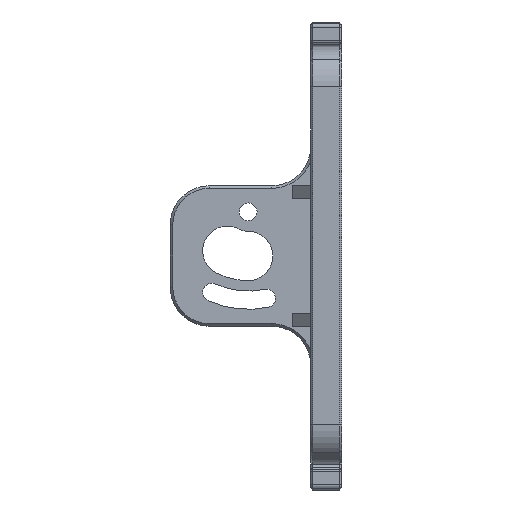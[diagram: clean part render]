
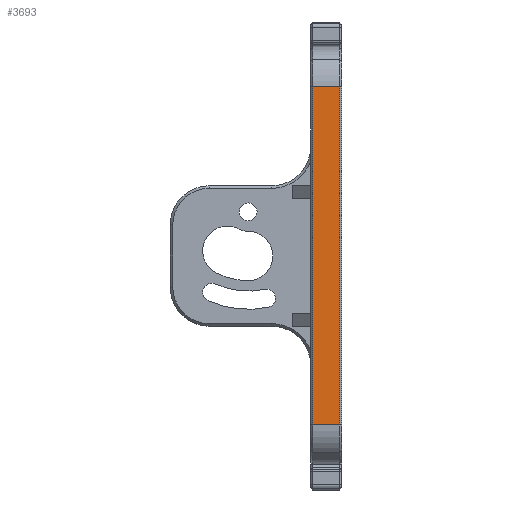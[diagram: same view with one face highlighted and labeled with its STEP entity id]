
A CAD part, left-side view. The second image highlights one B-rep face of the part: STEP entity #3693.
In plain terms, the highlighted planar face has unit normal (-1, 0, 0).
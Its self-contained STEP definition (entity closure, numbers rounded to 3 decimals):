
#307 = DIRECTION ( 'NONE',  ( 0., 0., 1. ) ) ;
#371 = VECTOR ( 'NONE', #949, 1000. ) ;
#949 = DIRECTION ( 'NONE',  ( 0., -1., 0. ) ) ;
#1375 = CARTESIAN_POINT ( 'NONE',  ( -114., 0.4, -12.5 ) ) ;
#1763 = CARTESIAN_POINT ( 'NONE',  ( -114., 5.6, -12.5 ) ) ;
#2229 = EDGE_CURVE ( 'NONE', #5180, #10326, #6139, .T. ) ;
#2312 = AXIS2_PLACEMENT_3D ( 'NONE', #10387, #14308, #3055 ) ;
#3055 = DIRECTION ( 'NONE',  ( 0., 0., 1. ) ) ;
#3614 = VECTOR ( 'NONE', #307, 1000. ) ;
#3693 = ADVANCED_FACE ( 'NONE', ( #5295 ), #5457, .T. ) ;
#3846 = EDGE_CURVE ( 'NONE', #8225, #7170, #15825, .T. ) ;
#4381 = CARTESIAN_POINT ( 'NONE',  ( -114., 0., -77.5 ) ) ;
#4597 = CARTESIAN_POINT ( 'NONE',  ( -114., 0.4, -77.5 ) ) ;
#5180 = VERTEX_POINT ( 'NONE', #1763 ) ;
#5295 = FACE_OUTER_BOUND ( 'NONE', #9457, .T. ) ;
#5321 = VECTOR ( 'NONE', #6505, 1000. ) ;
#5457 = PLANE ( 'NONE',  #2312 ) ;
#6139 = LINE ( 'NONE', #15239, #371 ) ;
#6382 = ORIENTED_EDGE ( 'NONE', *, *, #3846, .F. ) ;
#6505 = DIRECTION ( 'NONE',  ( 0., 0., -1. ) ) ;
#6553 = CARTESIAN_POINT ( 'NONE',  ( -114., 5.6, -77.5 ) ) ;
#7170 = VERTEX_POINT ( 'NONE', #6553 ) ;
#7596 = LINE ( 'NONE', #9087, #3614 ) ;
#7648 = EDGE_CURVE ( 'NONE', #10326, #8225, #13102, .T. ) ;
#8225 = VERTEX_POINT ( 'NONE', #4597 ) ;
#9087 = CARTESIAN_POINT ( 'NONE',  ( -114., 5.6, -65. ) ) ;
#9457 = EDGE_LOOP ( 'NONE', ( #14254, #15632, #10442, #6382 ) ) ;
#10326 = VERTEX_POINT ( 'NONE', #1375 ) ;
#10387 = CARTESIAN_POINT ( 'NONE',  ( -114., 0., -85. ) ) ;
#10442 = ORIENTED_EDGE ( 'NONE', *, *, #12860, .F. ) ;
#12420 = VECTOR ( 'NONE', #14556, 1000. ) ;
#12854 = CARTESIAN_POINT ( 'NONE',  ( -114., 0.4, -65. ) ) ;
#12860 = EDGE_CURVE ( 'NONE', #7170, #5180, #7596, .T. ) ;
#13102 = LINE ( 'NONE', #12854, #5321 ) ;
#14254 = ORIENTED_EDGE ( 'NONE', *, *, #7648, .F. ) ;
#14308 = DIRECTION ( 'NONE',  ( -1., 0., 0. ) ) ;
#14556 = DIRECTION ( 'NONE',  ( 0., 1., 0. ) ) ;
#15239 = CARTESIAN_POINT ( 'NONE',  ( -114., 0., -12.5 ) ) ;
#15632 = ORIENTED_EDGE ( 'NONE', *, *, #2229, .F. ) ;
#15825 = LINE ( 'NONE', #4381, #12420 ) ;
